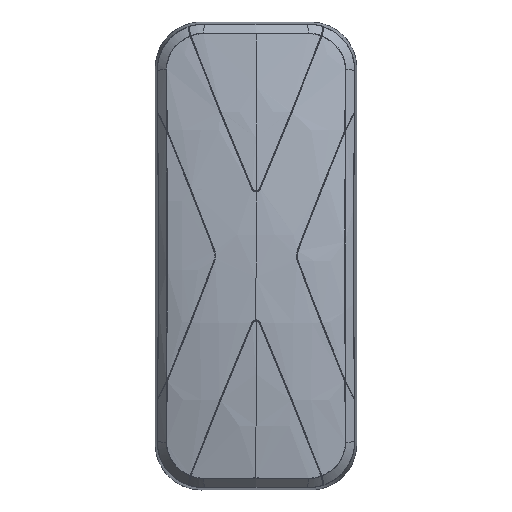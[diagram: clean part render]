
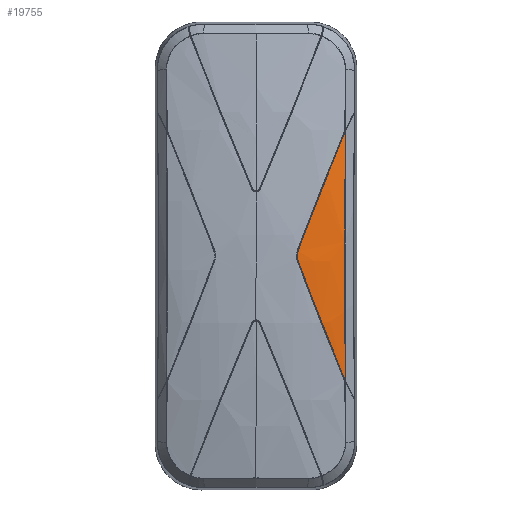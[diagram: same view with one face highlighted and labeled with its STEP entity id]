
A CAD part, top view. The second image highlights one B-rep face of the part: STEP entity #19755.
In plain terms, the highlighted toroidal (fillet/blend) face has major radius 465.589 mm and minor radius 622.923 mm.
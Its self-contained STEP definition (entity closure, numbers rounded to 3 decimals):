
#151 = VERTEX_POINT ( 'NONE', #25382 ) ;
#256 = DIRECTION ( 'NONE',  ( 0., 0., 1. ) ) ;
#988 = CARTESIAN_POINT ( 'NONE',  ( 19.074, 0.945, 23.439 ) ) ;
#1010 = CARTESIAN_POINT ( 'NONE',  ( 40.991, 14.394, 19.001 ) ) ;
#1137 = CARTESIAN_POINT ( 'NONE',  ( 41.007, -20.15, 18.831 ) ) ;
#1392 = CARTESIAN_POINT ( 'NONE',  ( 40.976, -2.879, 19.17 ) ) ;
#4069 = CARTESIAN_POINT ( 'NONE',  ( 19.414, -2.221, 23.394 ) ) ;
#4091 = CARTESIAN_POINT ( 'NONE',  ( 41.053, -31.656, 18.323 ) ) ;
#4339 = CARTESIAN_POINT ( 'NONE',  ( 41.016, -23.028, 18.725 ) ) ;
#4839 = CARTESIAN_POINT ( 'NONE',  ( 41.16, -48.889, 17.136 ) ) ;
#5735 = ORIENTED_EDGE ( 'NONE', *, *, #9874, .F. ) ;
#6286 = DIRECTION ( 'NONE',  ( 0., -1., 0. ) ) ;
#6569 = CARTESIAN_POINT ( 'NONE',  ( 37.503, 48.42, 18.248 ) ) ;
#6917 = CARTESIAN_POINT ( 'NONE',  ( 41.231, 57.504, 16.343 ) ) ;
#7020 = CARTESIAN_POINT ( 'NONE',  ( 19.176, -1.496, 23.425 ) ) ;
#7303 = CARTESIAN_POINT ( 'NONE',  ( 41.1, -40.277, 17.793 ) ) ;
#7417 = EDGE_CURVE ( 'NONE', #151, #9804, #18610, .T. ) ;
#9293 = CARTESIAN_POINT ( 'NONE',  ( 37.503, -48.42, 18.248 ) ) ;
#9708 = CARTESIAN_POINT ( 'NONE',  ( 19.048, 0.759, 23.442 ) ) ;
#9804 = VERTEX_POINT ( 'NONE', #29378 ) ;
#9835 = CARTESIAN_POINT ( 'NONE',  ( 19.414, 2.221, 23.394 ) ) ;
#9874 = EDGE_CURVE ( 'NONE', #31288, #9876, #18743, .T. ) ;
#9876 = VERTEX_POINT ( 'NONE', #15047 ) ;
#12344 = CARTESIAN_POINT ( 'NONE',  ( 33.822, 39.267, 19.77 ) ) ;
#13038 = CARTESIAN_POINT ( 'NONE',  ( 41.083, 37.404, 17.984 ) ) ;
#13164 = CARTESIAN_POINT ( 'NONE',  ( 41.198, 53.673, 16.712 ) ) ;
#14598 = B_SPLINE_CURVE_WITH_KNOTS ( 'NONE', 3,
 ( #6917, #33130, #13164, #27619, #15602, #33502, #13038, #33264, #15993, #36465, #18927, #1010, #21509, #27387, #15733, #1392, #36204, #18692, #21890, #1137, #4339, #21635, #4091, #24809, #7303, #34132, #4839, #34258, #28246, #22009 ),
 .UNSPECIFIED., .F., .F.,
 ( 4, 2, 2, 2, 2, 2, 2, 2, 2, 2, 2, 2, 2, 2, 4 ),
 ( 0., 0.05, 0.125, 0.2, 0.275, 0.35, 0.425, 0.5, 0.575, 0.65, 0.725, 0.8, 0.875, 0.95, 1. ),
 .UNSPECIFIED. ) ;
#15021 = CARTESIAN_POINT ( 'NONE',  ( 22.961, 11.559, 22.919 ) ) ;
#15047 = CARTESIAN_POINT ( 'NONE',  ( 19.414, -2.221, 23.394 ) ) ;
#15557 = CARTESIAN_POINT ( 'NONE',  ( 22.961, -11.559, 22.919 ) ) ;
#15583 = CARTESIAN_POINT ( 'NONE',  ( 19.014, 0.382, 23.447 ) ) ;
#15602 = CARTESIAN_POINT ( 'NONE',  ( 41.139, 46.019, 17.369 ) ) ;
#15712 = CARTESIAN_POINT ( 'NONE',  ( 19.005, -0.38, 23.448 ) ) ;
#15733 = CARTESIAN_POINT ( 'NONE',  ( 40.976, 2.879, 19.17 ) ) ;
#15993 = CARTESIAN_POINT ( 'NONE',  ( 41.039, 28.78, 18.471 ) ) ;
#18254 = CARTESIAN_POINT ( 'NONE',  ( 41.231, -57.504, 16.343 ) ) ;
#18610 = B_SPLINE_CURVE_WITH_KNOTS ( 'NONE', 3,
 ( #26801, #15021, #20932, #12344, #6569, #32553 ),
 .UNSPECIFIED., .F., .F.,
 ( 4, 2, 4 ),
 ( 0., 0.03, 0.06 ),
 .UNSPECIFIED. ) ;
#18692 = CARTESIAN_POINT ( 'NONE',  ( 40.986, -11.516, 19.064 ) ) ;
#18743 = B_SPLINE_CURVE_WITH_KNOTS ( 'NONE', 3,
 ( #18254, #9293, #36026, #24150, #15557, #26833 ),
 .UNSPECIFIED., .F., .F.,
 ( 4, 2, 4 ),
 ( 0., 0.03, 0.06 ),
 .UNSPECIFIED. ) ;
#18927 = CARTESIAN_POINT ( 'NONE',  ( 41.007, 20.15, 18.831 ) ) ;
#19755 = ADVANCED_FACE ( 'NONE', ( #30938 ), #27259, .T. ) ;
#19822 = AXIS2_PLACEMENT_3D ( 'NONE', #29706, #6286, #256 ) ;
#20482 = B_SPLINE_CURVE_WITH_KNOTS ( 'NONE', 3,
 ( #9835, #30316, #21870, #988, #9708, #15583, #36058, #15712, #21616, #7020, #27603, #4069 ),
 .UNSPECIFIED., .F., .F.,
 ( 4, 2, 2, 2, 2, 4 ),
 ( 0., 0.001, 0.002, 0.002, 0.003, 0.005 ),
 .UNSPECIFIED. ) ;
#20932 = CARTESIAN_POINT ( 'NONE',  ( 26.552, 20.837, 22.105 ) ) ;
#21509 = CARTESIAN_POINT ( 'NONE',  ( 40.986, 11.516, 19.064 ) ) ;
#21616 = CARTESIAN_POINT ( 'NONE',  ( 19.039, -0.755, 23.443 ) ) ;
#21635 = CARTESIAN_POINT ( 'NONE',  ( 41.039, -28.78, 18.471 ) ) ;
#21734 = ORIENTED_EDGE ( 'NONE', *, *, #7417, .F. ) ;
#21870 = CARTESIAN_POINT ( 'NONE',  ( 19.177, 1.501, 23.425 ) ) ;
#21890 = CARTESIAN_POINT ( 'NONE',  ( 40.991, -14.394, 19.001 ) ) ;
#21935 = ORIENTED_EDGE ( 'NONE', *, *, #31402, .T. ) ;
#22009 = CARTESIAN_POINT ( 'NONE',  ( 41.231, -57.504, 16.343 ) ) ;
#23737 = EDGE_CURVE ( 'NONE', #9804, #31288, #14598, .T. ) ;
#24150 = CARTESIAN_POINT ( 'NONE',  ( 26.552, -20.837, 22.105 ) ) ;
#24809 = CARTESIAN_POINT ( 'NONE',  ( 41.083, -37.404, 17.984 ) ) ;
#25382 = CARTESIAN_POINT ( 'NONE',  ( 19.414, 2.221, 23.394 ) ) ;
#26801 = CARTESIAN_POINT ( 'NONE',  ( 19.414, 2.221, 23.394 ) ) ;
#26833 = CARTESIAN_POINT ( 'NONE',  ( 19.414, -2.221, 23.394 ) ) ;
#27099 = ORIENTED_EDGE ( 'NONE', *, *, #23737, .F. ) ;
#27259 = TOROIDAL_SURFACE ( 'NONE', #19822, -465.59, 622.924 ) ;
#27387 = CARTESIAN_POINT ( 'NONE',  ( 40.978, 5.758, 19.149 ) ) ;
#27603 = CARTESIAN_POINT ( 'NONE',  ( 19.278, -1.864, 23.412 ) ) ;
#27619 = CARTESIAN_POINT ( 'NONE',  ( 41.16, 48.889, 17.136 ) ) ;
#28246 = CARTESIAN_POINT ( 'NONE',  ( 41.214, -55.589, 16.532 ) ) ;
#29378 = CARTESIAN_POINT ( 'NONE',  ( 41.231, 57.504, 16.343 ) ) ;
#29706 = CARTESIAN_POINT ( 'NONE',  ( 0., 0., -132.734 ) ) ;
#30316 = CARTESIAN_POINT ( 'NONE',  ( 19.278, 1.864, 23.412 ) ) ;
#30938 = FACE_OUTER_BOUND ( 'NONE', #32795, .T. ) ;
#31288 = VERTEX_POINT ( 'NONE', #37590 ) ;
#31402 = EDGE_CURVE ( 'NONE', #151, #9876, #20482, .T. ) ;
#32553 = CARTESIAN_POINT ( 'NONE',  ( 41.231, 57.504, 16.343 ) ) ;
#32795 = EDGE_LOOP ( 'NONE', ( #21935, #5735, #27099, #21734 ) ) ;
#33130 = CARTESIAN_POINT ( 'NONE',  ( 41.214, 55.589, 16.532 ) ) ;
#33264 = CARTESIAN_POINT ( 'NONE',  ( 41.053, 31.656, 18.323 ) ) ;
#33502 = CARTESIAN_POINT ( 'NONE',  ( 41.1, 40.277, 17.793 ) ) ;
#34132 = CARTESIAN_POINT ( 'NONE',  ( 41.139, -46.019, 17.369 ) ) ;
#34258 = CARTESIAN_POINT ( 'NONE',  ( 41.198, -53.673, 16.712 ) ) ;
#36026 = CARTESIAN_POINT ( 'NONE',  ( 33.822, -39.267, 19.77 ) ) ;
#36058 = CARTESIAN_POINT ( 'NONE',  ( 19.005, 0.19, 23.448 ) ) ;
#36204 = CARTESIAN_POINT ( 'NONE',  ( 40.978, -5.758, 19.149 ) ) ;
#36465 = CARTESIAN_POINT ( 'NONE',  ( 41.016, 23.028, 18.725 ) ) ;
#37590 = CARTESIAN_POINT ( 'NONE',  ( 41.231, -57.504, 16.343 ) ) ;
